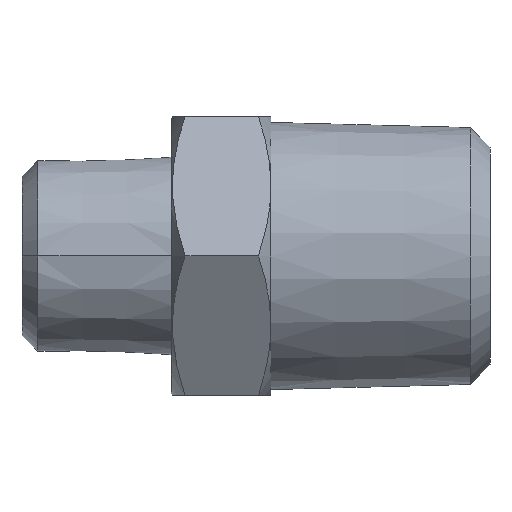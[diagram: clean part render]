
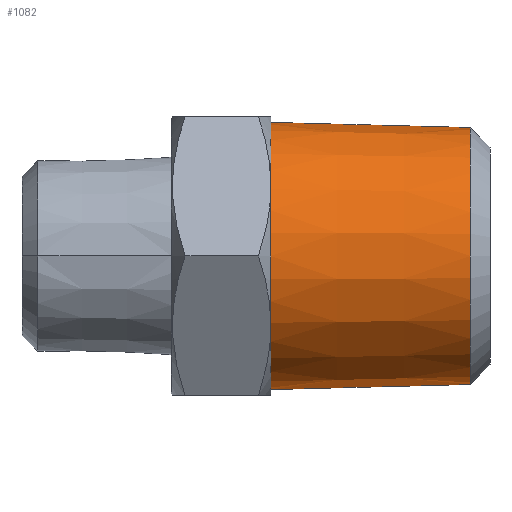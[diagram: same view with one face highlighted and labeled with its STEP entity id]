
A CAD part, left-side view. The second image highlights one B-rep face of the part: STEP entity #1082.
In plain terms, the highlighted conical face has half-angle 1.47 degrees and reference radius 6.707 mm.
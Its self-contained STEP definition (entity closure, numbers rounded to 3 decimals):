
#12 = CARTESIAN_POINT ( 'NONE',  ( 0., -0.75, 0. ) ) ;
#13 = DIRECTION ( 'NONE',  ( 0., 1., 0. ) ) ;
#14 = DIRECTION ( 'NONE',  ( 0., 0., 1. ) ) ;
#99 = EDGE_LOOP ( 'NONE', ( #531, #532, #533, #530 ) ) ;
#146 = LINE ( 'NONE', #709, #907 ) ;
#147 = LINE ( 'NONE', #717, #911 ) ;
#189 = FACE_OUTER_BOUND ( 'NONE', #99, .T. ) ;
#262 = CARTESIAN_POINT ( 'NONE',  ( 0., -0.75, 6.707 ) ) ;
#282 = CARTESIAN_POINT ( 'NONE',  ( 0., -10.75, -6.45 ) ) ;
#285 = CARTESIAN_POINT ( 'NONE',  ( 0., -10.75, 6.45 ) ) ;
#328 = CARTESIAN_POINT ( 'NONE',  ( 0., -0.75, -6.707 ) ) ;
#374 = CIRCLE ( 'NONE', #378, 6.45 ) ;
#376 = CIRCLE ( 'NONE', #380, 6.707 ) ;
#378 = AXIS2_PLACEMENT_3D ( 'NONE', #584, #585, #586 ) ;
#380 = AXIS2_PLACEMENT_3D ( 'NONE', #587, #588, #589 ) ;
#473 = VERTEX_POINT ( 'NONE', #262 ) ;
#474 = VERTEX_POINT ( 'NONE', #328 ) ;
#485 = VERTEX_POINT ( 'NONE', #282 ) ;
#487 = VERTEX_POINT ( 'NONE', #285 ) ;
#530 = ORIENTED_EDGE ( 'NONE', *, *, #882, .T. ) ;
#531 = ORIENTED_EDGE ( 'NONE', *, *, #1039, .F. ) ;
#532 = ORIENTED_EDGE ( 'NONE', *, *, #881, .F. ) ;
#533 = ORIENTED_EDGE ( 'NONE', *, *, #1036, .T. ) ;
#584 = CARTESIAN_POINT ( 'NONE',  ( 0., -10.75, 0. ) ) ;
#585 = DIRECTION ( 'NONE',  ( 0., -1., 0. ) ) ;
#586 = DIRECTION ( 'NONE',  ( 0., 0., -1. ) ) ;
#587 = CARTESIAN_POINT ( 'NONE',  ( 0., -0.75, 0. ) ) ;
#588 = DIRECTION ( 'NONE',  ( 0., -1., 0. ) ) ;
#589 = DIRECTION ( 'NONE',  ( 0., 0., -1. ) ) ;
#709 = CARTESIAN_POINT ( 'NONE',  ( 0., -0.75, 6.707 ) ) ;
#710 = DIRECTION ( 'NONE',  ( 0., 1., 0.026 ) ) ;
#717 = CARTESIAN_POINT ( 'NONE',  ( 0., -0.75, -6.707 ) ) ;
#718 = DIRECTION ( 'NONE',  ( 0., 1., -0.026 ) ) ;
#881 = EDGE_CURVE ( 'NONE', #487, #485, #374, .T. ) ;
#882 = EDGE_CURVE ( 'NONE', #473, #474, #376, .T. ) ;
#907 = VECTOR ( 'NONE', #710, 1000. ) ;
#911 = VECTOR ( 'NONE', #718, 1000. ) ;
#965 = AXIS2_PLACEMENT_3D ( 'NONE', #12, #13, #14 ) ;
#967 = CONICAL_SURFACE ( 'NONE', #965, 6.707, 0.026 ) ;
#1036 = EDGE_CURVE ( 'NONE', #487, #473, #146, .T. ) ;
#1039 = EDGE_CURVE ( 'NONE', #485, #474, #147, .T. ) ;
#1082 = ADVANCED_FACE ( 'NONE', ( #189 ), #967, .T. ) ;
